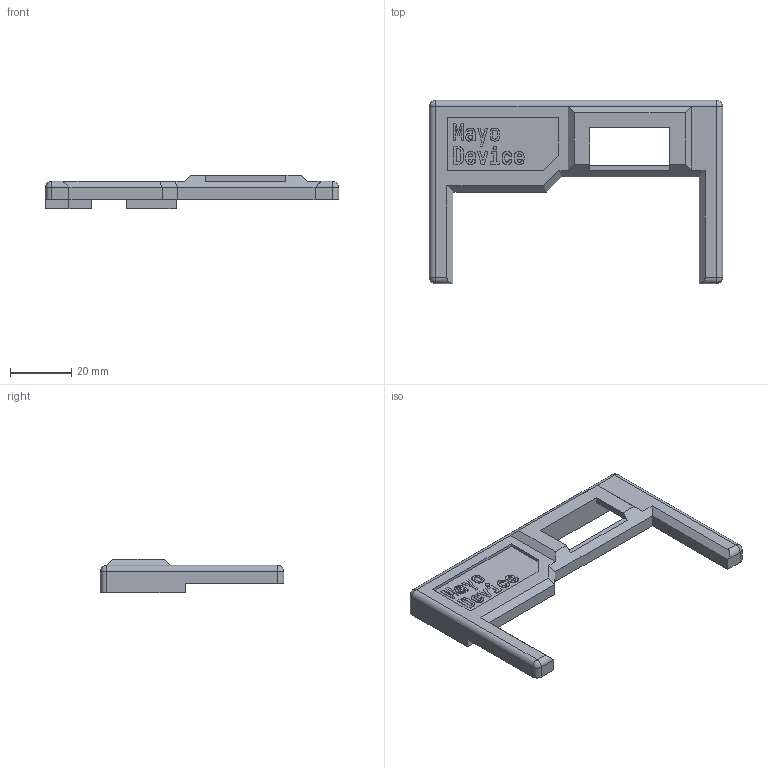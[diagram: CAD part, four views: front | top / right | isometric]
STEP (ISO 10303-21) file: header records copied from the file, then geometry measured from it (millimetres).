
FILE_DESCRIPTION(/* description */ ('','CAx-IF Rec.Pracs.---Representation and Presentation of Product Manufacturing Information (PMI)---4.0---2014-10-13'),/* implementation_level */ '2;1');
FILE_NAME(/* name */ 'Top.step',/* time_stamp */ '2025-02-13T16:06:44-08:00',/* author */ (''),/* organization */ (''),/* preprocessor_version */ 'ST-DEVELOPER v20',/* originating_system */ 'Autodesk Translation Framework v13.20.0.188',/* authorisation */ '');
FILE_SCHEMA (('AP242_MANAGED_MODEL_BASED_3D_ENGINEERING_MIM_LF { 1 0 10303 442 1 1 4 }'));
Length unit declared in the file: millimetre
Products named in the file (1): MayoDevice
Bounding box: 96 x 60 x 11 mm (x, y, z)
Volume: 15073.3 mm3; surface area: 9176.8 mm2
Topology: 1 solids, 1 shells, 454 faces, 1274 edges, 840 vertices
Faces by surface type: bspline 248, plane 163, cylinder 39, sphere 4
Full cylindrical faces by diameter (mm): 4.7 x4
Entity records: 14880 total; most frequent: CARTESIAN_POINT 4801, ORIENTED_EDGE 2548, EDGE_CURVE 1274, DIRECTION 1272, VERTEX_POINT 840, LINE 698, VECTOR 698, B_SPLINE_CURVE_WITH_KNOTS 496
